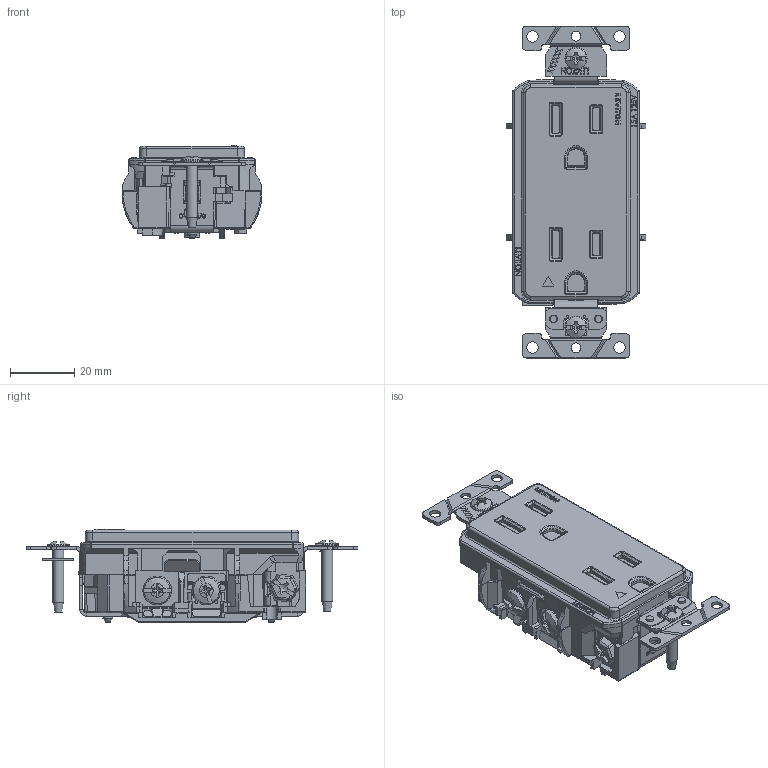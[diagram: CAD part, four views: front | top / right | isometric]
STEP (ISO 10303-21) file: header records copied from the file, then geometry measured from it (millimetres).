
FILE_DESCRIPTION (( 'STEP AP214' ), '1' );
FILE_NAME ('CATSTD-16262-XIG-M01.STEP', '2020-10-21T18:43:10', ( '' ), ( '' ), 'SwSTEP 2.0', 'SolidWorks 2020', '' );
FILE_SCHEMA (( 'AUTOMOTIVE_DESIGN' ));
Length unit declared in the file: inch
Products named in the file (1): CATSTD-16262-XIG-M01
Bounding box: 43.43 x 103.17 x 28.96 mm (x, y, z)
Volume: 56680 mm3; surface area: 25699.7 mm2
Topology: 5 solids, 13 shells, 4840 faces, 12890 edges, 8338 vertices
Faces by surface type: plane 3260, bspline 875, cylinder 535, cone 89, torus 53, sphere 28
Full cylindrical faces by diameter (mm): 1.016 x12, 2.184 x2, 2.286 x1, 2.413 x2, 2.858 x1, 3.048 x2, 3.175 x1, 3.302 x1, 3.378 x1, 3.404 x2, 3.505 x2, 3.556 x5, 3.734 x1, 3.783 x1, 3.988 x2, 4.064 x1, 4.166 x4, 4.699 x1, 4.953 x3, 6.858 x2
Entity records: 261499 total; most frequent: CARTESIAN_POINT 86431, ORIENTED_EDGE 25506, DIRECTION 19409, EDGE_CURVE 12753, LINE 9331, VECTOR 9331, VERTEX_POINT 8288, EDGE_LOOP 5257
